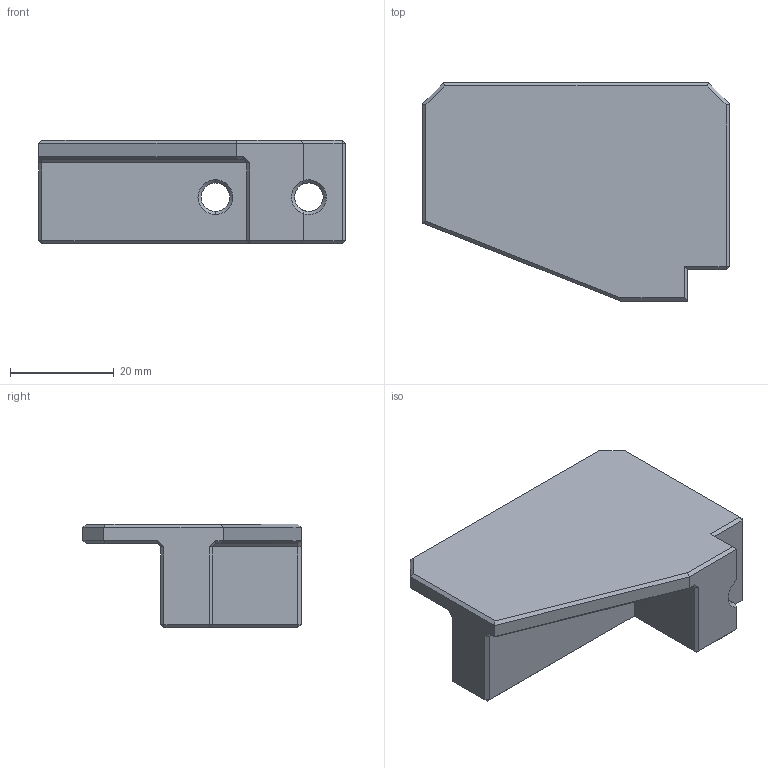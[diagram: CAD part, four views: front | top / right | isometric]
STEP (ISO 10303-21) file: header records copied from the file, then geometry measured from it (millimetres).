
FILE_DESCRIPTION (( 'STEP AP203' ), '1' );
FILE_NAME ('FrameToFrameMount_Buffer.STEP', '2023-06-05T21:14:12', ( '' ), ( '' ), 'SwSTEP 2.0', 'SolidWorks 2023', '' );
FILE_SCHEMA (( 'CONFIG_CONTROL_DESIGN' ));
Length unit declared in the file: millimetre
Products named in the file (1): FrameToFrameMount_Buffer
Bounding box: 59 x 42 x 20 mm (x, y, z)
Volume: 21233 mm3; surface area: 7932.5 mm2
Topology: 1 solids, 1 shells, 75 faces, 175 edges, 101 vertices
Faces by surface type: plane 62, cone 9, cylinder 4
Entity records: 2149 total; most frequent: CARTESIAN_POINT 376, ORIENTED_EDGE 350, DIRECTION 342, EDGE_CURVE 175, VECTOR 144, LINE 144, VERTEX_POINT 101, AXIS2_PLACEMENT_3D 99
